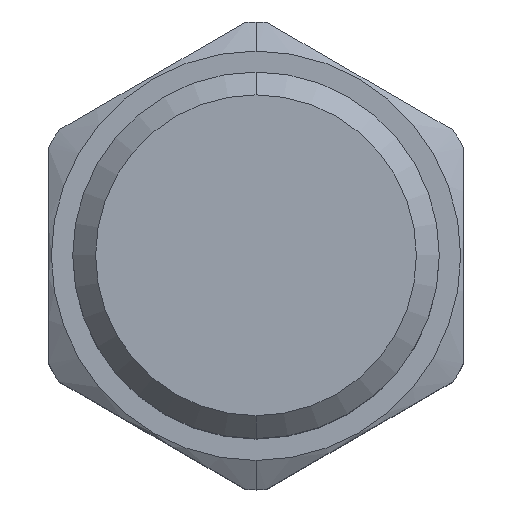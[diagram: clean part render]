
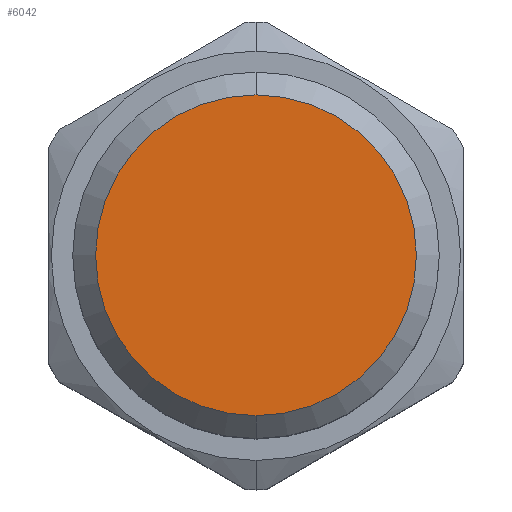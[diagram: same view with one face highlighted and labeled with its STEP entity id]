
A CAD part, top view. The second image highlights one B-rep face of the part: STEP entity #6042.
In plain terms, the highlighted planar face has unit normal (0, 0, 1).
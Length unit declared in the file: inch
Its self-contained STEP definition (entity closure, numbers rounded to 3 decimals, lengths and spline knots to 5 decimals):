
#1=CARTESIAN_POINT('',(0.,0.,5.2495));
#2=DIRECTION('',(0.,0.,1.));
#3=DIRECTION('',(0.,-1.,0.));
#4=AXIS2_PLACEMENT_3D('',#1,#2,#3);
#19=CARTESIAN_POINT('',(0.,0.,5.2495));
#20=DIRECTION('',(0.,0.,1.));
#21=DIRECTION('',(0.,1.,0.));
#22=AXIS2_PLACEMENT_3D('',#19,#20,#21);
#5757=CARTESIAN_POINT('',(0.,0.435,5.2495));
#5758=CARTESIAN_POINT('',(0.,-0.435,5.2495));
#5759=VERTEX_POINT('',#5757);
#5760=VERTEX_POINT('',#5758);
#6032=CARTESIAN_POINT('',(0.,0.,5.2495));
#6033=DIRECTION('',(0.,0.,1.));
#6034=DIRECTION('',(0.,1.,0.));
#6035=AXIS2_PLACEMENT_3D('',#6032,#6033,#6034);
#6036=PLANE('',#6035);
#6037=ORIENTED_EDGE('',*,*,#6022,.F.);
#6039=ORIENTED_EDGE('',*,*,#6038,.F.);
#6040=EDGE_LOOP('',(#6037,#6039));
#6041=FACE_OUTER_BOUND('',#6040,.F.);
#6042=ADVANCED_FACE('',(#6041),#6036,.T.);
#5=CIRCLE('',#4,0.435);
#23=CIRCLE('',#22,0.435);
#6022=EDGE_CURVE('',#5760,#5759,#5,.T.);
#6038=EDGE_CURVE('',#5759,#5760,#23,.T.);
